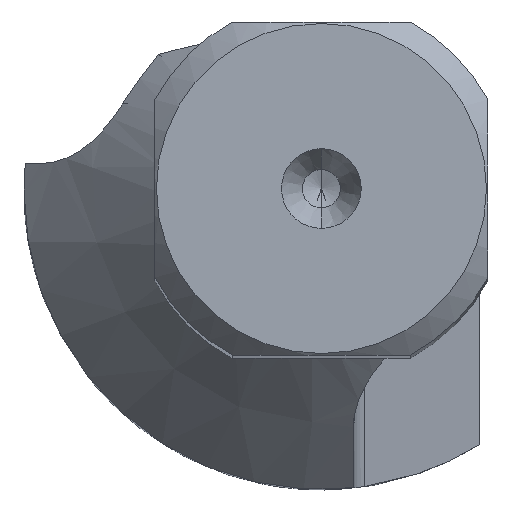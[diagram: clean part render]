
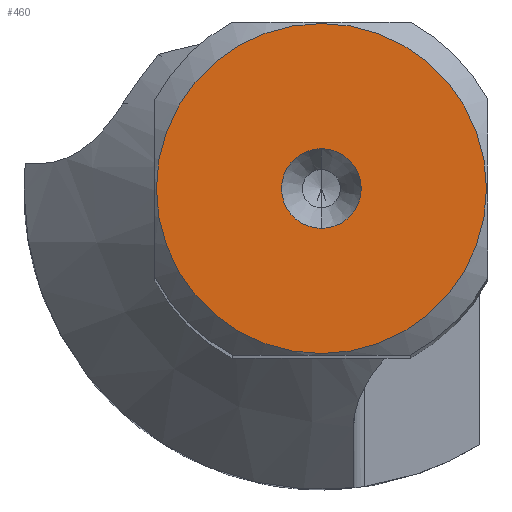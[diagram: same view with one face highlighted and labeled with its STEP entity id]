
A CAD part, top view. The second image highlights one B-rep face of the part: STEP entity #460.
In plain terms, the highlighted planar face has unit normal (0, 0, 1).
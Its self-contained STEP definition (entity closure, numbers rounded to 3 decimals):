
#460=ADVANCED_FACE('',(#576,#577),#548,.T.);
#548=PLANE('',#1739);
#576=FACE_BOUND('',#584,.T.);
#577=FACE_BOUND('',#585,.T.);
#584=EDGE_LOOP('',(#676,#677,#678,#679));
#585=EDGE_LOOP('',(#680,#681));
#676=ORIENTED_EDGE('',*,*,#1338,.T.);
#677=ORIENTED_EDGE('',*,*,#1339,.T.);
#678=ORIENTED_EDGE('',*,*,#1340,.T.);
#679=ORIENTED_EDGE('',*,*,#1341,.T.);
#680=ORIENTED_EDGE('',*,*,#1342,.T.);
#681=ORIENTED_EDGE('',*,*,#1343,.T.);
#1172=VERTEX_POINT('',#2401);
#1173=VERTEX_POINT('',#2402);
#1174=VERTEX_POINT('',#2404);
#1175=VERTEX_POINT('',#2406);
#1176=VERTEX_POINT('',#2409);
#1177=VERTEX_POINT('',#2410);
#1338=EDGE_CURVE('',#1172,#1173,#1586,.T.);
#1339=EDGE_CURVE('',#1173,#1174,#1587,.T.);
#1340=EDGE_CURVE('',#1174,#1175,#1588,.T.);
#1341=EDGE_CURVE('',#1175,#1172,#1589,.T.);
#1342=EDGE_CURVE('',#1176,#1177,#1590,.T.);
#1343=EDGE_CURVE('',#1177,#1176,#1591,.T.);
#1586=CIRCLE('',#1733,6.938);
#1587=CIRCLE('',#1734,6.938);
#1588=CIRCLE('',#1735,6.938);
#1589=CIRCLE('',#1736,6.938);
#1590=CIRCLE('',#1737,1.675);
#1591=CIRCLE('',#1738,1.675);
#1733=AXIS2_PLACEMENT_3D('',#2400,#1932,#1933);
#1734=AXIS2_PLACEMENT_3D('',#2403,#1934,#1935);
#1735=AXIS2_PLACEMENT_3D('',#2405,#1936,#1937);
#1736=AXIS2_PLACEMENT_3D('',#2407,#1938,#1939);
#1737=AXIS2_PLACEMENT_3D('',#2408,#1940,#1941);
#1738=AXIS2_PLACEMENT_3D('',#2411,#1942,#1943);
#1739=AXIS2_PLACEMENT_3D('',#2412,#1944,#1945);
#1932=DIRECTION('',(0.,0.,1.));
#1933=DIRECTION('',(0.,1.,0.));
#1934=DIRECTION('',(0.,0.,1.));
#1935=DIRECTION('',(-1.,0.,0.));
#1936=DIRECTION('',(0.,0.,1.));
#1937=DIRECTION('',(0.,-1.,0.));
#1938=DIRECTION('',(0.,0.,1.));
#1939=DIRECTION('',(1.,0.,0.));
#1940=DIRECTION('',(0.,0.,-1.));
#1941=DIRECTION('',(0.,1.,0.));
#1942=DIRECTION('',(0.,0.,-1.));
#1943=DIRECTION('',(0.,-1.,0.));
#1944=DIRECTION('',(0.,0.,1.));
#1945=DIRECTION('',(-1.,0.,0.));
#2400=CARTESIAN_POINT('',(0.,0.,0.));
#2401=CARTESIAN_POINT('',(0.,6.938,0.));
#2402=CARTESIAN_POINT('',(-6.938,0.,0.));
#2403=CARTESIAN_POINT('',(0.,0.,0.));
#2404=CARTESIAN_POINT('',(0.,-6.938,0.));
#2405=CARTESIAN_POINT('',(0.,0.,0.));
#2406=CARTESIAN_POINT('',(6.938,0.,0.));
#2407=CARTESIAN_POINT('',(0.,0.,0.));
#2408=CARTESIAN_POINT('',(0.,0.,0.));
#2409=CARTESIAN_POINT('',(0.,1.675,0.));
#2410=CARTESIAN_POINT('',(0.,-1.675,0.));
#2411=CARTESIAN_POINT('',(0.,0.,0.));
#2412=CARTESIAN_POINT('',(0.,0.001,0.));
